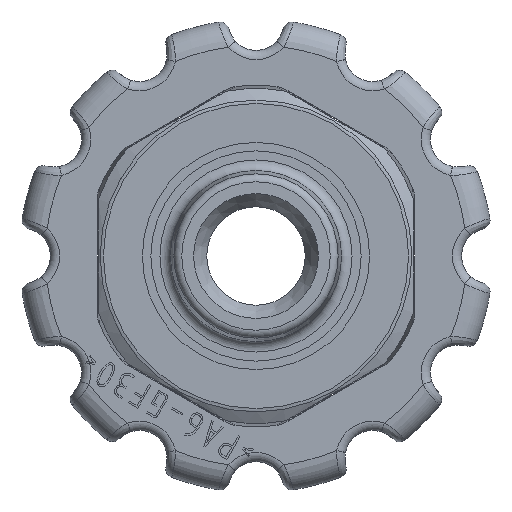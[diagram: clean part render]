
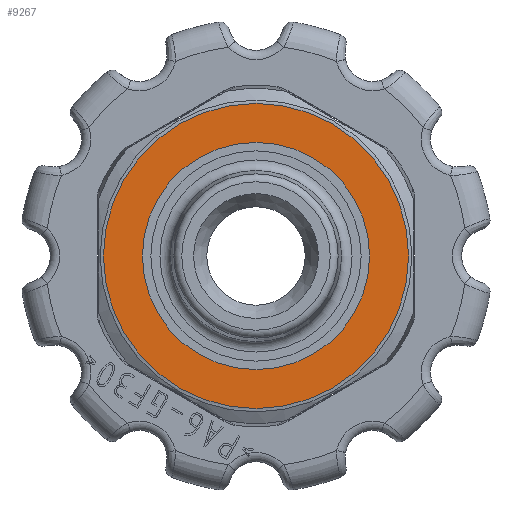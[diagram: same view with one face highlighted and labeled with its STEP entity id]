
A CAD part, front view. The second image highlights one B-rep face of the part: STEP entity #9267.
In plain terms, the highlighted planar face has unit normal (0, -1, 0).
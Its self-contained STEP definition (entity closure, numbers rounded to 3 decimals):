
#9267 = ADVANCED_FACE('',(#9268,#9292),#9281,.T.);
#9268 = FACE_BOUND('',#9269,.T.);
#9269 = EDGE_LOOP('',(#9270));
#9270 = ORIENTED_EDGE('',*,*,#9271,.T.);
#9271 = EDGE_CURVE('',#9272,#9272,#9274,.T.);
#9272 = VERTEX_POINT('',#9273);
#9273 = CARTESIAN_POINT('',(0.,-16.5,11.616)
  );
#9274 = SURFACE_CURVE('',#9275,(#9280),.PCURVE_S1.);
#9275 = CIRCLE('',#9276,11.616);
#9276 = AXIS2_PLACEMENT_3D('',#9277,#9278,#9279);
#9277 = CARTESIAN_POINT('',(0.,-16.5,
    0.));
#9278 = DIRECTION('',(0.,-1.,0.));
#9279 = DIRECTION('',(0.,0.,1.));
#9280 = PCURVE('',#9281,#9286);
#9281 = PLANE('',#9282);
#9282 = AXIS2_PLACEMENT_3D('',#9283,#9284,#9285);
#9283 = CARTESIAN_POINT('',(0.,-16.5,8.65));
#9284 = DIRECTION('',(0.,-1.,0.));
#9285 = DIRECTION('',(0.,0.,1.));
#9286 = DEFINITIONAL_REPRESENTATION('',(#9287),#9291);
#9287 = CIRCLE('',#9288,11.616);
#9288 = AXIS2_PLACEMENT_2D('',#9289,#9290);
#9289 = CARTESIAN_POINT('',(-8.65,0.));
#9290 = DIRECTION('',(1.,0.));
#9291 = ( GEOMETRIC_REPRESENTATION_CONTEXT(2) 
PARAMETRIC_REPRESENTATION_CONTEXT() REPRESENTATION_CONTEXT('2D SPACE',''
  ) );
#9292 = FACE_BOUND('',#9293,.T.);
#9293 = EDGE_LOOP('',(#9294));
#9294 = ORIENTED_EDGE('',*,*,#9295,.F.);
#9295 = EDGE_CURVE('',#9296,#9296,#9298,.T.);
#9296 = VERTEX_POINT('',#9297);
#9297 = CARTESIAN_POINT('',(0.,-16.5,8.65));
#9298 = SURFACE_CURVE('',#9299,(#9304),.PCURVE_S1.);
#9299 = CIRCLE('',#9300,8.65);
#9300 = AXIS2_PLACEMENT_3D('',#9301,#9302,#9303);
#9301 = CARTESIAN_POINT('',(0.,-16.5,
    0.));
#9302 = DIRECTION('',(0.,-1.,0.));
#9303 = DIRECTION('',(0.,0.,1.));
#9304 = PCURVE('',#9281,#9305);
#9305 = DEFINITIONAL_REPRESENTATION('',(#9306),#9310);
#9306 = CIRCLE('',#9307,8.65);
#9307 = AXIS2_PLACEMENT_2D('',#9308,#9309);
#9308 = CARTESIAN_POINT('',(-8.65,0.));
#9309 = DIRECTION('',(1.,0.));
#9310 = ( GEOMETRIC_REPRESENTATION_CONTEXT(2) 
PARAMETRIC_REPRESENTATION_CONTEXT() REPRESENTATION_CONTEXT('2D SPACE',''
  ) );
